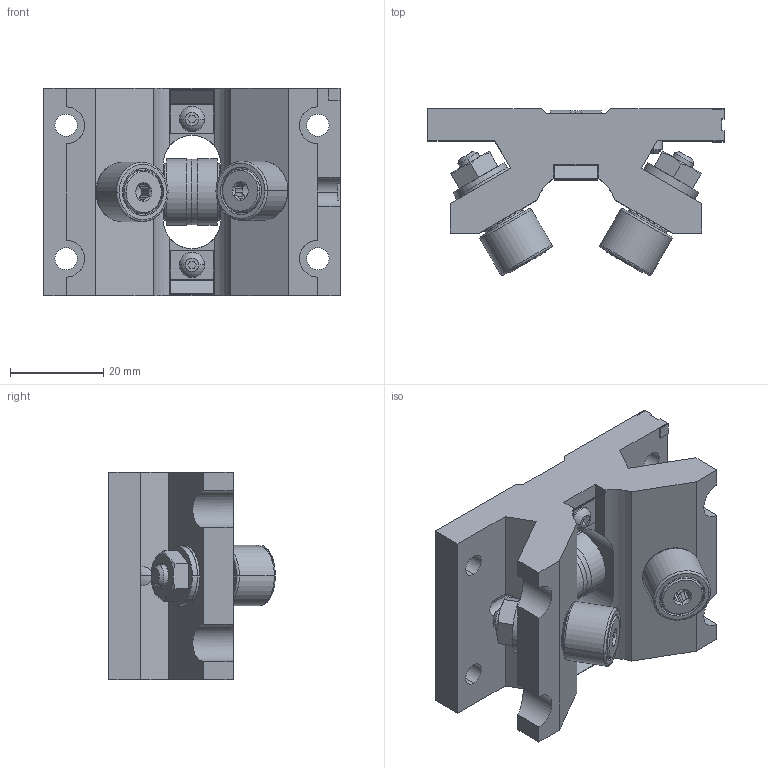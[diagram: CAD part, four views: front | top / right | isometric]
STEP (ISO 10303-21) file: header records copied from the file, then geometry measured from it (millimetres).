
FILE_DESCRIPTION (( 'STEP AP214' ), '1' );
FILE_NAME ('RollerBearing_7E2841B73E.step', '2023-02-10T22:40:14', ( '' ), ( '' ), 'SwSTEP 2.0', 'SolidWorks 2019', '' );
FILE_SCHEMA (( 'AUTOMOTIVE_DESIGN' ));
Length unit declared in the file: inch
Products named in the file (3): KBUDJXeLhs_CADModel_0; RollerBearing_7E2841B73E
Assembly tree (1 placements, depth 2):
  KBUDJXeLhs_CADModel_0
  RollerBearing_7E2841B73E
    KBUDJXeLhs_CADModel_0
Bounding box: 63.5 x 35.69 x 44.45 mm (x, y, z)
Volume: 43527.1 mm3; surface area: 18945.9 mm2
Topology: 16 solids, 16 shells, 390 faces, 944 edges, 599 vertices
Faces by surface type: plane 181, cylinder 117, cone 72, sphere 8, bspline 8, torus 4
Entity records: 17328 total; most frequent: CARTESIAN_POINT 2718, DIRECTION 1994, ORIENTED_EDGE 1872, EDGE_CURVE 936, AXIS2_PLACEMENT_3D 749, VERTEX_POINT 599, VECTOR 496, LINE 496
